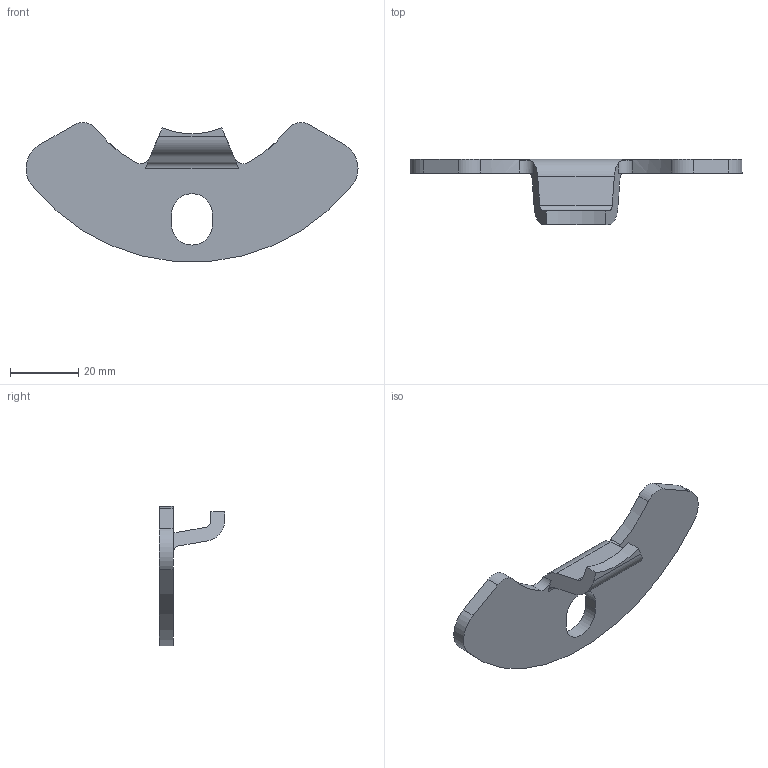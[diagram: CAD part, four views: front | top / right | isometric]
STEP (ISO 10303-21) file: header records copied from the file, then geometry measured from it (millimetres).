
FILE_DESCRIPTION((''),'2;1');
FILE_NAME('PLAQUE1','2004-10-27T',('Jocelin'),(''),'PRO/ENGINEER BY PARAMETRIC TECHNOLOGY CORPORATION, 2009280','PRO/ENGINEER BY PARAMETRIC TECHNOLOGY CORPORATION, 2009280','');
FILE_SCHEMA(('CONFIG_CONTROL_DESIGN'));
Length unit declared in the file: millimetre
Products named in the file (1): PLAQUE1
Bounding box: 96.99 x 19.05 x 40.62 mm (x, y, z)
Volume: 11306.6 mm3; surface area: 6915.5 mm2
Topology: 1 solids, 1 shells, 32 faces, 90 edges, 60 vertices
Faces by surface type: plane 16, cylinder 16
Entity records: 1125 total; most frequent: CARTESIAN_POINT 249, ORIENTED_EDGE 180, DIRECTION 168, EDGE_CURVE 90, VERTEX_POINT 60, AXIS2_PLACEMENT_3D 58, VECTOR 52, LINE 52
